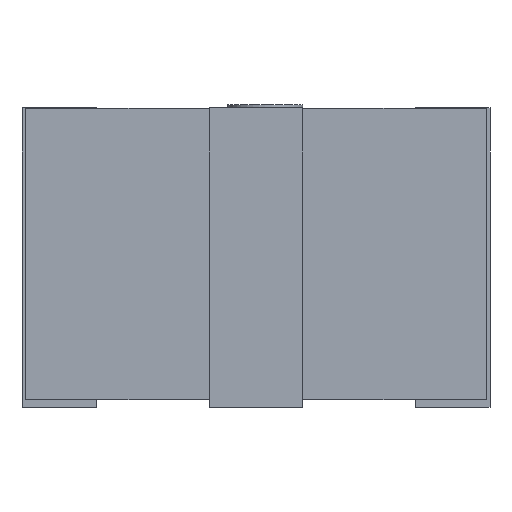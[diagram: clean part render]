
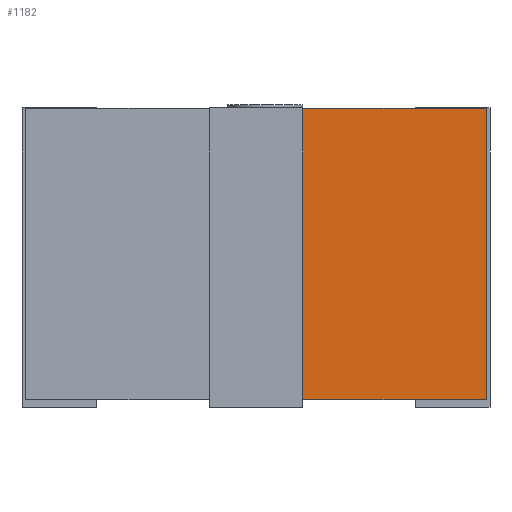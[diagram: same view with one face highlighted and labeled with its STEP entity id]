
A CAD part, front view. The second image highlights one B-rep face of the part: STEP entity #1182.
In plain terms, the highlighted planar face has unit normal (0, -1, 0).
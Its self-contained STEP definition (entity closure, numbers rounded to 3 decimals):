
#272 = VERTEX_POINT('',#273);
#273 = CARTESIAN_POINT('',(0.125,-0.99,0.799));
#279 = EDGE_CURVE('',#272,#280,#282,.T.);
#280 = VERTEX_POINT('',#281);
#281 = CARTESIAN_POINT('',(0.615,-0.99,0.799));
#282 = LINE('',#283,#284);
#283 = CARTESIAN_POINT('',(-0.615,-0.99,0.799));
#284 = VECTOR('',#285,1.);
#285 = DIRECTION('',(1.,0.,0.));
#647 = VERTEX_POINT('',#648);
#648 = CARTESIAN_POINT('',(0.125,-0.99,0.02));
#654 = EDGE_CURVE('',#647,#655,#657,.T.);
#655 = VERTEX_POINT('',#656);
#656 = CARTESIAN_POINT('',(0.615,-0.99,0.02));
#657 = LINE('',#658,#659);
#658 = CARTESIAN_POINT('',(-0.615,-0.99,0.02));
#659 = VECTOR('',#660,1.);
#660 = DIRECTION('',(1.,0.,0.));
#1172 = EDGE_CURVE('',#655,#280,#1173,.T.);
#1173 = LINE('',#1174,#1175);
#1174 = CARTESIAN_POINT('',(0.615,-0.99,0.02));
#1175 = VECTOR('',#1176,1.);
#1176 = DIRECTION('',(0.,0.,1.));
#1182 = ADVANCED_FACE('',(#1183),#1194,.T.);
#1183 = FACE_BOUND('',#1184,.T.);
#1184 = EDGE_LOOP('',(#1185,#1186,#1192,#1193));
#1185 = ORIENTED_EDGE('',*,*,#279,.F.);
#1186 = ORIENTED_EDGE('',*,*,#1187,.T.);
#1187 = EDGE_CURVE('',#272,#647,#1188,.T.);
#1188 = LINE('',#1189,#1190);
#1189 = CARTESIAN_POINT('',(0.125,-0.99,0.01));
#1190 = VECTOR('',#1191,1.);
#1191 = DIRECTION('',(0.,-0.,-1.));
#1192 = ORIENTED_EDGE('',*,*,#654,.T.);
#1193 = ORIENTED_EDGE('',*,*,#1172,.T.);
#1194 = PLANE('',#1195);
#1195 = AXIS2_PLACEMENT_3D('',#1196,#1197,#1198);
#1196 = CARTESIAN_POINT('',(-0.615,-0.99,0.02));
#1197 = DIRECTION('',(0.,-1.,0.));
#1198 = DIRECTION('',(0.,0.,1.));
